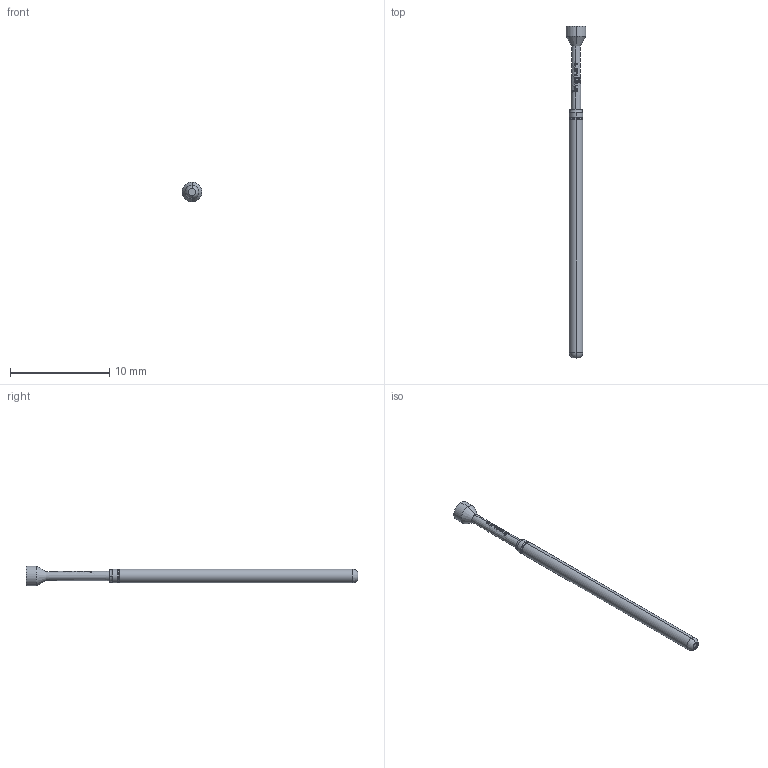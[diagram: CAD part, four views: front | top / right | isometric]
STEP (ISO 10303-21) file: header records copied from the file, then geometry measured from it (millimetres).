
FILE_DESCRIPTION (( 'STEP AP203' ), '1' );
FILE_NAME ('INGUN_GKS-100_303_200_A_xx00.STEP', '2021-10-29T08:52:09', ( 'ochi' ), ( '' ), 'SwSTEP 2.0', 'SolidWorks 2018', '' );
FILE_SCHEMA (( 'CONFIG_CONTROL_DESIGN' ));
Length unit declared in the file: millimetre
Products named in the file (1): INGUN_GKS-100_303_200_A_xx00
Bounding box: 2 x 33.4 x 2 mm (x, y, z)
Volume: 44.6 mm3; surface area: 143.6 mm2
Topology: 1 solids, 1 shells, 100 faces, 275 edges, 177 vertices
Faces by surface type: bspline 60, cone 20, torus 10, cylinder 8, plane 2
Entity records: 4286 total; most frequent: CARTESIAN_POINT 2233, ORIENTED_EDGE 546, EDGE_CURVE 273, B_SPLINE_CURVE_WITH_KNOTS 206, DIRECTION 191, VERTEX_POINT 177, EDGE_LOOP 102, FACE_OUTER_BOUND 100
